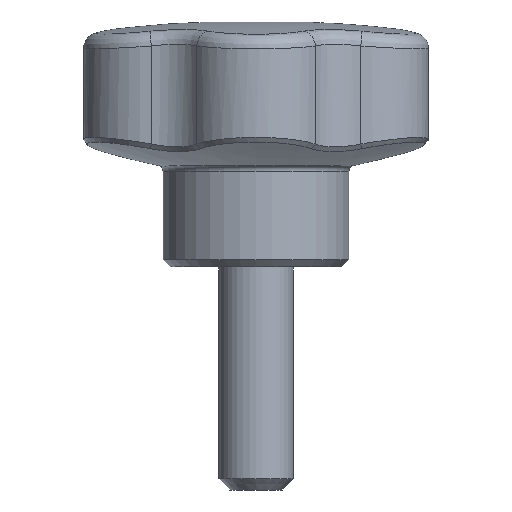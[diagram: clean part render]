
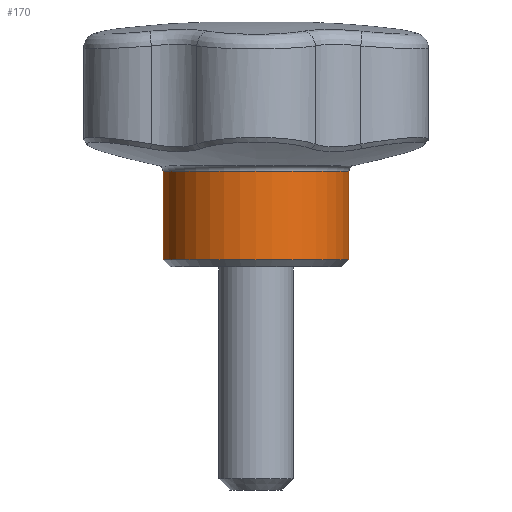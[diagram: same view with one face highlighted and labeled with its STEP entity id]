
A CAD part, front view. The second image highlights one B-rep face of the part: STEP entity #170.
In plain terms, the highlighted cylindrical face has radius 12.5 mm (diameter 25 mm), a full revolution.
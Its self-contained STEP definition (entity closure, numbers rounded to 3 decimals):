
#170 = ADVANCED_FACE( '', ( #358, #359 ), #360, .T. );
#358 = FACE_OUTER_BOUND( '', #2043, .T. );
#359 = FACE_OUTER_BOUND( '', #2044, .T. );
#360 = CYLINDRICAL_SURFACE( '', #2045, 12.5 );
#2043 = EDGE_LOOP( '', ( #3762 ) );
#2044 = EDGE_LOOP( '', ( #3763 ) );
#2045 = AXIS2_PLACEMENT_3D( '', #3764, #3765, #3766 );
#3762 = ORIENTED_EDGE( '', *, *, #3972, .T. );
#3763 = ORIENTED_EDGE( '', *, *, #4032, .T. );
#3764 = CARTESIAN_POINT( '', ( 0., 0., 32.9 ) );
#3765 = DIRECTION( '', ( 0., 0., -1. ) );
#3766 = DIRECTION( '', ( 0., -1., 0. ) );
#3972 = EDGE_CURVE( '', #4223, #4223, #4224, .F. );
#4032 = EDGE_CURVE( '', #4300, #4300, #4301, .T. );
#4223 = VERTEX_POINT( '', #5575 );
#4224 = CIRCLE( '', #5576, 12.5 );
#4300 = VERTEX_POINT( '', #6533 );
#4301 = CIRCLE( '', #6534, 12.5 );
#5575 = CARTESIAN_POINT( '', ( 0., -12.5, 12.852 ) );
#5576 = AXIS2_PLACEMENT_3D( '', #6708, #6709, #6710 );
#6533 = CARTESIAN_POINT( '', ( 0., -12.5, 1. ) );
#6534 = AXIS2_PLACEMENT_3D( '', #6756, #6757, #6758 );
#6708 = CARTESIAN_POINT( '', ( 0., 0., 12.852 ) );
#6709 = DIRECTION( '', ( 0., 0., 1. ) );
#6710 = DIRECTION( '', ( 0., -1., 0. ) );
#6756 = CARTESIAN_POINT( '', ( 0., 0., 1. ) );
#6757 = DIRECTION( '', ( 0., 0., 1. ) );
#6758 = DIRECTION( '', ( 0., -1., 0. ) );
